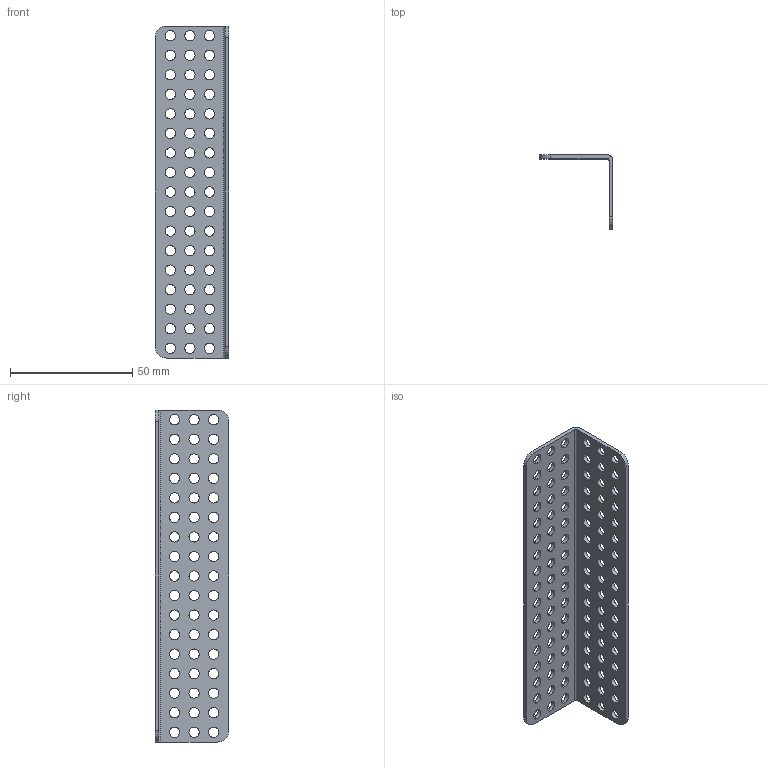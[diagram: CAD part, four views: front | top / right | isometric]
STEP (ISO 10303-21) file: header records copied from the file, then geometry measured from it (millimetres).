
FILE_DESCRIPTION (( 'STEP AP214' ), '1' );
FILE_NAME ('01-0317.STEP', '2025-08-25T08:59:08', ( '' ), ( '' ), 'SwSTEP 2.0', 'SolidWorks 2025', '' );
FILE_SCHEMA (( 'AUTOMOTIVE_DESIGN' ));
Length unit declared in the file: millimetre
Products named in the file (1): 01-0317
Bounding box: 30.3 x 30.3 x 136 mm (x, y, z)
Volume: 10402.2 mm3; surface area: 15764.8 mm2
Topology: 1 solids, 1 shells, 218 faces, 648 edges, 432 vertices
Faces by surface type: cylinder 210, plane 8
Entity records: 8003 total; most frequent: DIRECTION 1506, CARTESIAN_POINT 1299, ORIENTED_EDGE 1296, EDGE_CURVE 648, AXIS2_PLACEMENT_3D 639, VERTEX_POINT 432, EDGE_LOOP 422, CIRCLE 420
